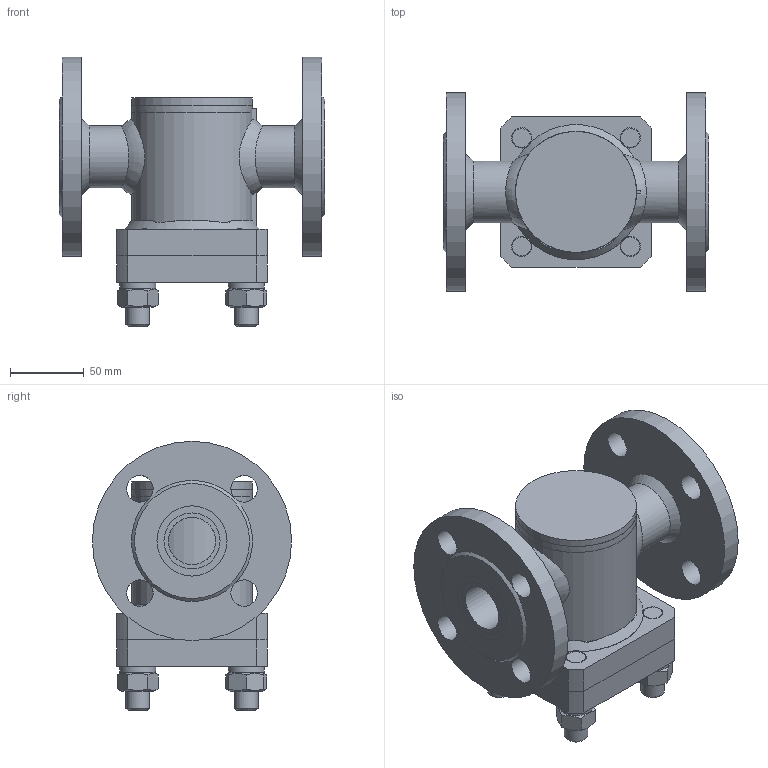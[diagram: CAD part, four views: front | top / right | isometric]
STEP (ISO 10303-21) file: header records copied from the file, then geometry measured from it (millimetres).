
FILE_DESCRIPTION((''),'2;1');
FILE_NAME('ФБ93 010 032 000.stp','2015-03-13T09:12:21',('��������'),(''),'Autodesk Inventor 2013','Autodesk Inventor 2013','');
FILE_SCHEMA(('AUTOMOTIVE_DESIGN { 1 0 10303 214 1 1 1 1 }'));
Length unit declared in the file: millimetre
Products named in the file (18): ФБ93 010 032 000; ФБ93 010 032 010; ФБ93 010 032 010_Сварные швы; ФБ93 010 032 011; ФБ93 010 032 014; ФБ93 010 032 012; ФБ93 010 032 012_1; ФБ93 010 032 013; ФБ39 010 032 013; ФБ39 010 032 013_1; ФБ93 010 032 003; ФБ93 010 032 030; ФБ93 010 032 031; ФБ93 010 032 032; ФБ93 010 032 002; Шайба ГОСТ 6402-70 16 N; Гайка ГОСТ 5915-70 M16; ФБ93 010 080 003
Assembly tree (26 placements, depth 3):
  ФБ93 010 032 000
    ФБ93 010 032 010
      ФБ93 010 032 010_Сварные швы
      ФБ93 010 032 011
      ФБ93 010 032 014
      ФБ93 010 032 012
      ФБ93 010 032 012_1
      ФБ93 010 032 013
      ФБ39 010 032 013
      ФБ39 010 032 013_1
    ФБ93 010 032 003
    ФБ93 010 032 030
      ФБ93 010 032 031
      ФБ93 010 032 032
    ФБ93 010 032 002
    Шайба ГОСТ 6402-70 16 N  x4
    Гайка ГОСТ 5915-70 M16  x4
    ФБ93 010 080 003  x4
Bounding box: 180 x 135 x 182.5 mm (x, y, z)
Volume: 887712.4 mm3; surface area: 286225.3 mm2
Topology: 32 solids, 32 shells, 262 faces, 618 edges, 402 vertices
Faces by surface type: plane 120, cylinder 83, cone 56, bspline 3
Full cylindrical faces by diameter (mm): 8 x2, 13.835 x8, 16 x4, 18 x12, 32 x2, 38 x6, 42 x6, 70 x2, 72 x1, 80 x3, 82 x3, 135 x2
Entity records: 7080 total; most frequent: CARTESIAN_POINT 2443, DIRECTION 933, ORIENTED_EDGE 694, AXIS2_PLACEMENT_3D 421, EDGE_CURVE 347, EDGE_LOOP 317, VERTEX_POINT 262, FACE_OUTER_BOUND 190
